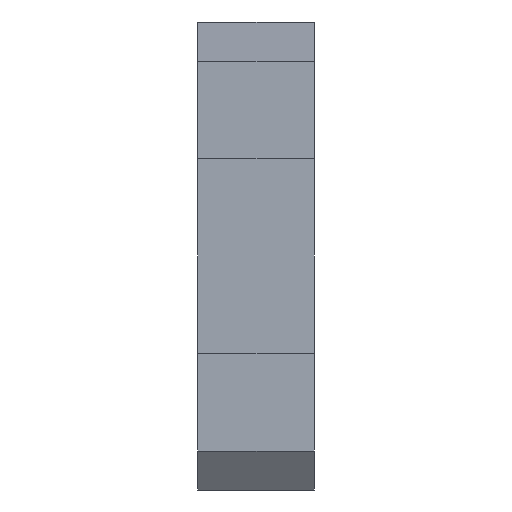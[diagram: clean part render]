
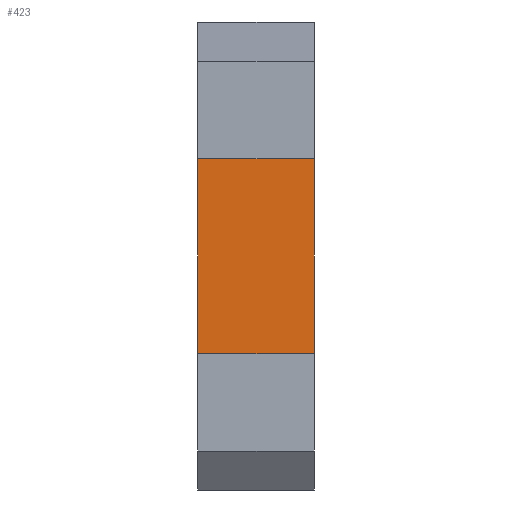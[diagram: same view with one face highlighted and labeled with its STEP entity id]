
A CAD part, left-side view. The second image highlights one B-rep face of the part: STEP entity #423.
In plain terms, the highlighted planar face has unit normal (-1, 0, 0).
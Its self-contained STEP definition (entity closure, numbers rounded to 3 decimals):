
#17=FACE_OUTER_BOUND('',#39,.T.);
#39=EDGE_LOOP('',(#287,#288,#289,#290));
#65=LINE('',#588,#125);
#66=LINE('',#591,#126);
#67=LINE('',#593,#127);
#68=LINE('',#594,#128);
#125=VECTOR('',#479,10.);
#126=VECTOR('',#482,10.);
#127=VECTOR('',#483,10.);
#128=VECTOR('',#484,10.);
#183=VERTEX_POINT('',#584);
#184=VERTEX_POINT('',#586);
#185=VERTEX_POINT('',#590);
#186=VERTEX_POINT('',#592);
#225=EDGE_CURVE('',#183,#184,#65,.T.);
#226=EDGE_CURVE('',#183,#185,#66,.T.);
#227=EDGE_CURVE('',#186,#184,#67,.T.);
#228=EDGE_CURVE('',#185,#186,#68,.T.);
#287=ORIENTED_EDGE('',*,*,#226,.F.);
#288=ORIENTED_EDGE('',*,*,#225,.T.);
#289=ORIENTED_EDGE('',*,*,#227,.F.);
#290=ORIENTED_EDGE('',*,*,#228,.F.);
#401=PLANE('',#447);
#423=ADVANCED_FACE('',(#17),#401,.T.);
#447=AXIS2_PLACEMENT_3D('',#589,#480,#481);
#479=DIRECTION('',(0.,1.,0.));
#480=DIRECTION('center_axis',(-1.,0.,0.));
#481=DIRECTION('ref_axis',(0.,0.,1.));
#482=DIRECTION('',(0.,0.,-1.));
#483=DIRECTION('',(0.,0.,1.));
#484=DIRECTION('',(0.,1.,0.));
#584=CARTESIAN_POINT('',(-88.,0.,5.));
#586=CARTESIAN_POINT('',(-88.,6.,5.));
#588=CARTESIAN_POINT('',(-88.,0.,5.));
#589=CARTESIAN_POINT('Origin',(-88.,0.,-5.));
#590=CARTESIAN_POINT('',(-88.,0.,-5.));
#591=CARTESIAN_POINT('',(-88.,0.,5.));
#592=CARTESIAN_POINT('',(-88.,6.,-5.));
#593=CARTESIAN_POINT('',(-88.,6.,5.));
#594=CARTESIAN_POINT('',(-88.,0.,-5.));
